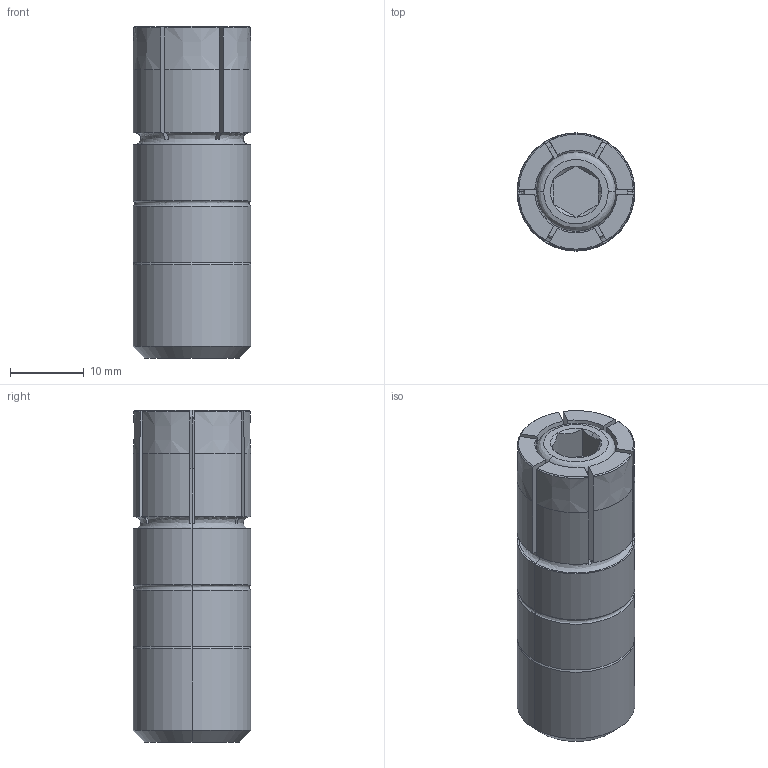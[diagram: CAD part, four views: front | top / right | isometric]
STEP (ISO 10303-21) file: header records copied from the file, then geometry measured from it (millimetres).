
FILE_DESCRIPTION (( 'STEP AP203' ), '1' );
FILE_NAME ('pept16.STEP', '2021-10-26T05:30:05', ( '' ), ( '' ), 'SwSTEP 2.0', 'SolidWorks 2020', '' );
FILE_SCHEMA (( 'CONFIG_CONTROL_DESIGN' ));
Length unit declared in the file: millimetre
Products named in the file (3): pept16; pept16_01; pept16_02
Assembly tree (2 placements, depth 2):
  pept16
    pept16_01
    pept16_02
Bounding box: 16 x 16 x 45.1 mm (x, y, z)
Volume: 8078.1 mm3; surface area: 5480.2 mm2
Topology: 2 solids, 2 shells, 122 faces, 317 edges, 202 vertices
Faces by surface type: plane 61, cone 35, cylinder 18, bspline 8
Entity records: 4620 total; most frequent: CARTESIAN_POINT 1401, ORIENTED_EDGE 634, DIRECTION 597, EDGE_CURVE 317, AXIS2_PLACEMENT_3D 230, VERTEX_POINT 202, VECTOR 137, LINE 137
